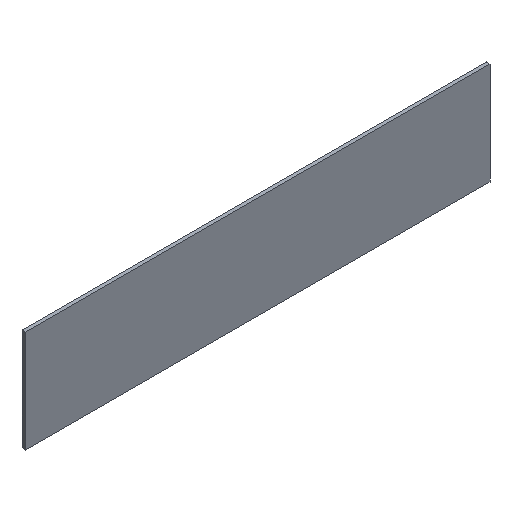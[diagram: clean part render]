
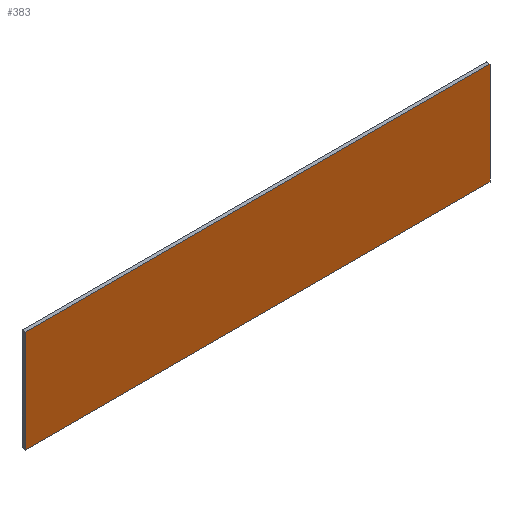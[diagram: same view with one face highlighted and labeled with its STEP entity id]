
A CAD part, isometric view. The second image highlights one B-rep face of the part: STEP entity #383.
In plain terms, the highlighted planar face has unit normal (0, -1, 0).
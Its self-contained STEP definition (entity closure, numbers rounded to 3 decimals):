
#383 = ADVANCED_FACE ( 'Face1', ( #17829 ), #19621, .F. ) ;
#536 = ORIENTED_EDGE ( 'NONE', *, *, #33255, .F. ) ;
#1735 = CARTESIAN_POINT ( 'NONE',  ( 25., 0., 5.5 ) ) ;
#1955 = DIRECTION ( 'NONE',  ( 0., 0., -1. ) ) ;
#2260 = EDGE_LOOP ( 'NONE', ( #32568, #20490, #12543, #536 ) ) ;
#5080 = VECTOR ( 'NONE', #15348, 1000. ) ;
#5885 = LINE ( 'NONE', #31079, #5080 ) ;
#10066 = EDGE_CURVE ( 'Edge2', #23121, #23378, #23351, .T. ) ;
#10516 = CARTESIAN_POINT ( 'NONE',  ( 25., 0., -5.5 ) ) ;
#12275 = CARTESIAN_POINT ( 'NONE',  ( 25., 0., -5.5 ) ) ;
#12543 = ORIENTED_EDGE ( 'NONE', *, *, #10066, .F. ) ;
#12970 = LINE ( 'NONE', #10516, #26059 ) ;
#13147 = DIRECTION ( 'NONE',  ( -1., 0., 0. ) ) ;
#13242 = VERTEX_POINT ( 'NONE', #31980 ) ;
#14011 = CARTESIAN_POINT ( 'NONE',  ( 25., 0., 5.5 ) ) ;
#14489 = CARTESIAN_POINT ( 'NONE',  ( 0., 0., 0. ) ) ;
#15348 = DIRECTION ( 'NONE',  ( 0., 0., 1. ) ) ;
#16371 = VECTOR ( 'NONE', #1955, 1000. ) ;
#17090 = DIRECTION ( 'NONE',  ( 0., 0., 1. ) ) ;
#17358 = LINE ( 'NONE', #28974, #23528 ) ;
#17829 = FACE_OUTER_BOUND ( 'NONE', #2260, .T. ) ;
#19621 = PLANE ( 'NONE',  #29495 ) ;
#20490 = ORIENTED_EDGE ( 'NONE', *, *, #28216, .F. ) ;
#23121 = VERTEX_POINT ( 'NONE', #14011 ) ;
#23351 = LINE ( 'NONE', #1735, #16371 ) ;
#23378 = VERTEX_POINT ( 'NONE', #12275 ) ;
#23528 = VECTOR ( 'NONE', #31580, 1000. ) ;
#25376 = CARTESIAN_POINT ( 'NONE',  ( -25., 0., 5.5 ) ) ;
#26059 = VECTOR ( 'NONE', #13147, 1000. ) ;
#28216 = EDGE_CURVE ( 'Edge80', #23378, #13242, #12970, .T. ) ;
#28974 = CARTESIAN_POINT ( 'NONE',  ( 25., 0., 5.5 ) ) ;
#29495 = AXIS2_PLACEMENT_3D ( 'NONE', #14489, #32776, #17090 ) ;
#31079 = CARTESIAN_POINT ( 'NONE',  ( -25., 0., 5.5 ) ) ;
#31580 = DIRECTION ( 'NONE',  ( 1., 0., 0. ) ) ;
#31913 = VERTEX_POINT ( 'NONE', #25376 ) ;
#31980 = CARTESIAN_POINT ( 'NONE',  ( -25., 0., -5.5 ) ) ;
#32568 = ORIENTED_EDGE ( 'NONE', *, *, #33767, .F. ) ;
#32776 = DIRECTION ( 'NONE',  ( 0., 1., 0. ) ) ;
#33255 = EDGE_CURVE ( 'Edge20', #31913, #23121, #17358, .T. ) ;
#33767 = EDGE_CURVE ( 'Edge3', #13242, #31913, #5885, .T. ) ;
